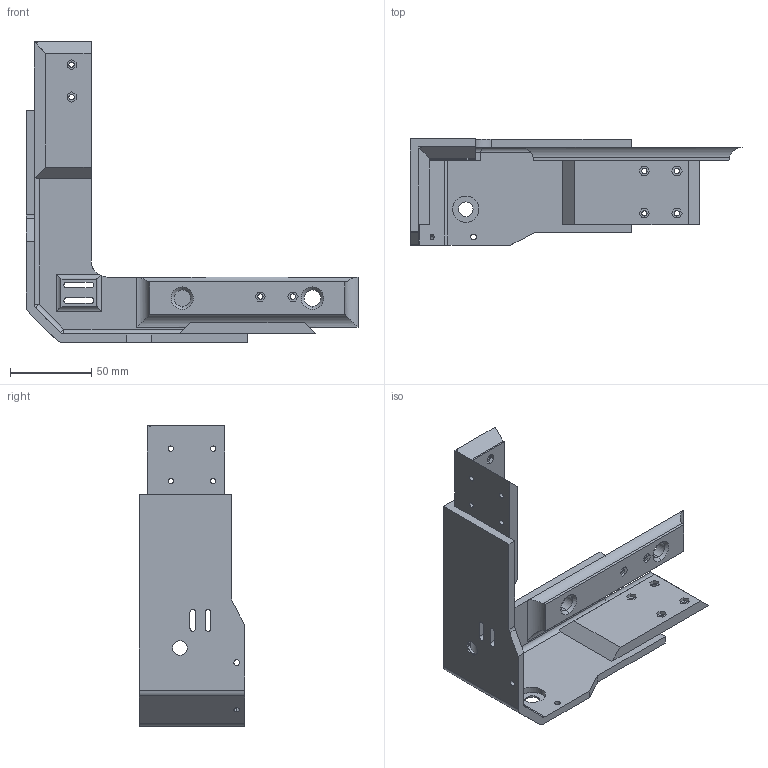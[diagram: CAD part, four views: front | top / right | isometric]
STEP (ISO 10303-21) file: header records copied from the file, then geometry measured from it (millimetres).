
FILE_DESCRIPTION (( 'STEP AP203' ), '1' );
FILE_NAME ('奻裔1.step', '2020-08-13T07:39:34', ( '' ), ( '' ), 'SwSTEP 2.0', 'SolidWorks 2018', '' );
FILE_SCHEMA (( 'CONFIG_CONTROL_DESIGN' ));
Length unit declared in the file: millimetre
Products named in the file (1): 奻裔1
Bounding box: 204 x 65 x 184.5 mm (x, y, z)
Volume: 205024.1 mm3; surface area: 72342.9 mm2
Topology: 1 solids, 1 shells, 220 faces, 586 edges, 382 vertices
Faces by surface type: plane 140, cylinder 74, cone 4, sphere 2
Entity records: 6989 total; most frequent: CARTESIAN_POINT 1291, ORIENTED_EDGE 1168, DIRECTION 1132, EDGE_CURVE 584, LINE 434, VECTOR 434, VERTEX_POINT 382, AXIS2_PLACEMENT_3D 349
